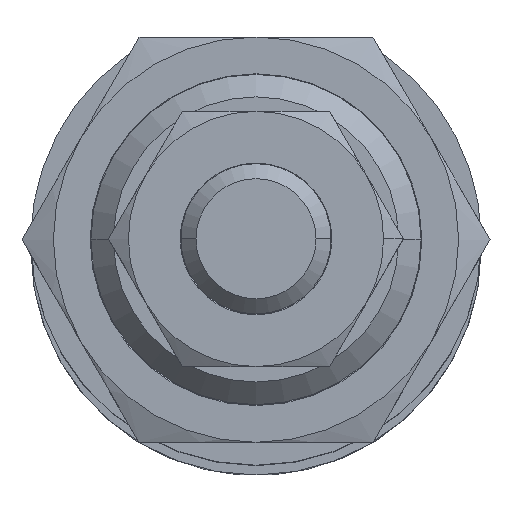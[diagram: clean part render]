
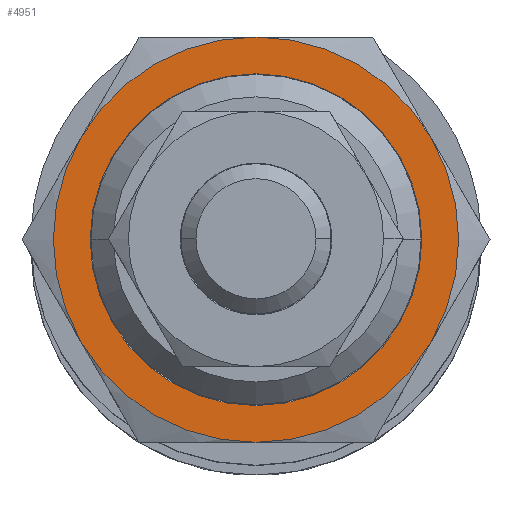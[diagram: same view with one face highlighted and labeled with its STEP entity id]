
A CAD part, top view. The second image highlights one B-rep face of the part: STEP entity #4951.
In plain terms, the highlighted planar face has unit normal (0, 0, 1).
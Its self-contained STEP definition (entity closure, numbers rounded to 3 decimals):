
#267 = FACE_OUTER_BOUND ( 'NONE', #4438, .T. ) ;
#277 = DIRECTION ( 'NONE',  ( 0.866, 0.5, 0. ) ) ;
#288 = DIRECTION ( 'NONE',  ( 0.866, 0.5, 0. ) ) ;
#309 = EDGE_LOOP ( 'NONE', ( #8724, #10236 ) ) ;
#315 = AXIS2_PLACEMENT_3D ( 'NONE', #3992, #9637, #5777 ) ;
#344 = CARTESIAN_POINT ( 'NONE',  ( -9.57, -5.525, 402. ) ) ;
#378 = EDGE_CURVE ( 'NONE', #11587, #11033, #4009, .T. ) ;
#404 = ORIENTED_EDGE ( 'NONE', *, *, #378, .T. ) ;
#829 = EDGE_CURVE ( 'NONE', #8598, #3815, #11833, .T. ) ;
#877 = DIRECTION ( 'NONE',  ( 0.866, 0.5, 0. ) ) ;
#920 = CIRCLE ( 'NONE', #6575, 13.5 ) ;
#959 = ORIENTED_EDGE ( 'NONE', *, *, #10670, .T. ) ;
#1003 = CARTESIAN_POINT ( 'NONE',  ( 0., 0., 402. ) ) ;
#1043 = AXIS2_PLACEMENT_3D ( 'NONE', #8659, #1253, #288 ) ;
#1053 = EDGE_CURVE ( 'NONE', #3049, #8598, #920, .T. ) ;
#1066 = CARTESIAN_POINT ( 'NONE',  ( 0., 0., 402. ) ) ;
#1211 = CARTESIAN_POINT ( 'NONE',  ( 0., 13.5, 402. ) ) ;
#1253 = DIRECTION ( 'NONE',  ( 0., 0., 1. ) ) ;
#1276 = ORIENTED_EDGE ( 'NONE', *, *, #829, .T. ) ;
#1374 = CARTESIAN_POINT ( 'NONE',  ( 0., -13.5, 402. ) ) ;
#2214 = CARTESIAN_POINT ( 'NONE',  ( 0., 0., 402. ) ) ;
#2753 = CARTESIAN_POINT ( 'NONE',  ( -11.691, 6.75, 402. ) ) ;
#2763 = DIRECTION ( 'NONE',  ( 0., 0., 1. ) ) ;
#2825 = DIRECTION ( 'NONE',  ( 0., 0., 1. ) ) ;
#2873 = CARTESIAN_POINT ( 'NONE',  ( 9.57, 5.525, 402. ) ) ;
#3049 = VERTEX_POINT ( 'NONE', #5523 ) ;
#3065 = DIRECTION ( 'NONE',  ( 0., 0., 1. ) ) ;
#3187 = CIRCLE ( 'NONE', #1043, 11.05 ) ;
#3239 = DIRECTION ( 'NONE',  ( 0.866, 0.5, 0. ) ) ;
#3252 = EDGE_CURVE ( 'NONE', #8351, #10991, #6404, .T. ) ;
#3498 = CARTESIAN_POINT ( 'NONE',  ( 0., 0., 402. ) ) ;
#3815 = VERTEX_POINT ( 'NONE', #8304 ) ;
#3867 = VERTEX_POINT ( 'NONE', #9905 ) ;
#3869 = AXIS2_PLACEMENT_3D ( 'NONE', #1066, #4796, #277 ) ;
#3978 = PLANE ( 'NONE',  #9185 ) ;
#3992 = CARTESIAN_POINT ( 'NONE',  ( 0., 0., 402. ) ) ;
#4009 = CIRCLE ( 'NONE', #315, 13.5 ) ;
#4121 = AXIS2_PLACEMENT_3D ( 'NONE', #1003, #2825, #10228 ) ;
#4438 = EDGE_LOOP ( 'NONE', ( #11163, #6389, #404, #959, #7523, #1276 ) ) ;
#4607 = DIRECTION ( 'NONE',  ( 0.866, 0.5, 0. ) ) ;
#4796 = DIRECTION ( 'NONE',  ( 0., 0., 1. ) ) ;
#4951 = ADVANCED_FACE ( 'NONE', ( #8569, #267 ), #3978, .T. ) ;
#5052 = AXIS2_PLACEMENT_3D ( 'NONE', #3498, #10053, #4607 ) ;
#5523 = CARTESIAN_POINT ( 'NONE',  ( -11.691, -6.75, 402. ) ) ;
#5711 = CARTESIAN_POINT ( 'NONE',  ( 0., 0., 402. ) ) ;
#5777 = DIRECTION ( 'NONE',  ( 0.866, 0.5, 0. ) ) ;
#6389 = ORIENTED_EDGE ( 'NONE', *, *, #8637, .T. ) ;
#6404 = CIRCLE ( 'NONE', #3869, 11.05 ) ;
#6457 = CIRCLE ( 'NONE', #10572, 13.5 ) ;
#6575 = AXIS2_PLACEMENT_3D ( 'NONE', #11848, #7896, #3239 ) ;
#7194 = CIRCLE ( 'NONE', #5052, 13.5 ) ;
#7523 = ORIENTED_EDGE ( 'NONE', *, *, #1053, .T. ) ;
#7896 = DIRECTION ( 'NONE',  ( 0., 0., 1. ) ) ;
#8304 = CARTESIAN_POINT ( 'NONE',  ( 11.691, -6.75, 402. ) ) ;
#8351 = VERTEX_POINT ( 'NONE', #344 ) ;
#8569 = FACE_BOUND ( 'NONE', #309, .T. ) ;
#8598 = VERTEX_POINT ( 'NONE', #1374 ) ;
#8637 = EDGE_CURVE ( 'NONE', #3867, #11587, #7194, .T. ) ;
#8659 = CARTESIAN_POINT ( 'NONE',  ( 0., 0., 402. ) ) ;
#8724 = ORIENTED_EDGE ( 'NONE', *, *, #12048, .F. ) ;
#9185 = AXIS2_PLACEMENT_3D ( 'NONE', #11439, #9797, #11733 ) ;
#9622 = DIRECTION ( 'NONE',  ( 0.866, 0.5, 0. ) ) ;
#9637 = DIRECTION ( 'NONE',  ( 0., 0., 1. ) ) ;
#9797 = DIRECTION ( 'NONE',  ( 0., 0., 1. ) ) ;
#9905 = CARTESIAN_POINT ( 'NONE',  ( 11.691, 6.75, 402. ) ) ;
#10053 = DIRECTION ( 'NONE',  ( 0., 0., 1. ) ) ;
#10177 = CIRCLE ( 'NONE', #4121, 13.5 ) ;
#10228 = DIRECTION ( 'NONE',  ( 0.866, 0.5, 0. ) ) ;
#10236 = ORIENTED_EDGE ( 'NONE', *, *, #3252, .F. ) ;
#10572 = AXIS2_PLACEMENT_3D ( 'NONE', #5711, #2763, #877 ) ;
#10670 = EDGE_CURVE ( 'NONE', #11033, #3049, #10177, .T. ) ;
#10674 = AXIS2_PLACEMENT_3D ( 'NONE', #2214, #3065, #9622 ) ;
#10707 = EDGE_CURVE ( 'NONE', #3815, #3867, #6457, .T. ) ;
#10991 = VERTEX_POINT ( 'NONE', #2873 ) ;
#11033 = VERTEX_POINT ( 'NONE', #2753 ) ;
#11163 = ORIENTED_EDGE ( 'NONE', *, *, #10707, .T. ) ;
#11439 = CARTESIAN_POINT ( 'NONE',  ( 0., 0., 402. ) ) ;
#11587 = VERTEX_POINT ( 'NONE', #1211 ) ;
#11733 = DIRECTION ( 'NONE',  ( 0.866, 0.5, 0. ) ) ;
#11833 = CIRCLE ( 'NONE', #10674, 13.5 ) ;
#11848 = CARTESIAN_POINT ( 'NONE',  ( 0., 0., 402. ) ) ;
#12048 = EDGE_CURVE ( 'NONE', #10991, #8351, #3187, .T. ) ;
